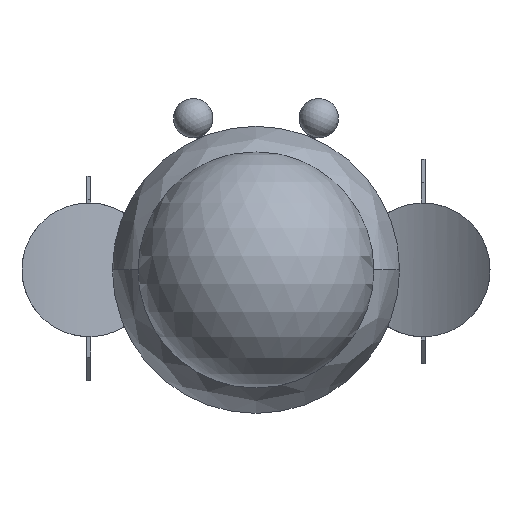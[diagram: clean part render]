
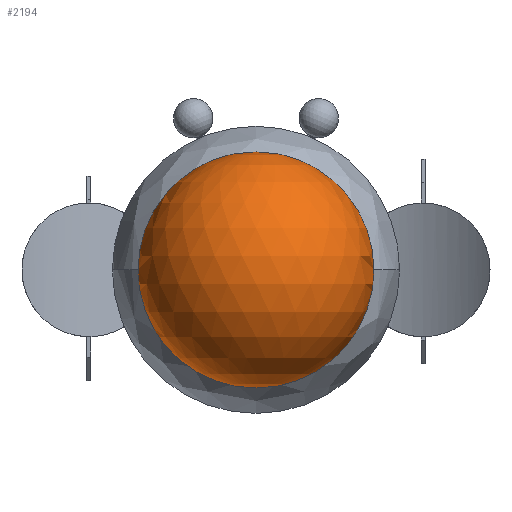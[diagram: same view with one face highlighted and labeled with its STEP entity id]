
A CAD part, left-side view. The second image highlights one B-rep face of the part: STEP entity #2194.
In plain terms, the highlighted spherical face has radius 152.4 mm.
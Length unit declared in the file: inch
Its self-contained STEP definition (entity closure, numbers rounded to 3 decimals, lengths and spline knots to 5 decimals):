
#2178=CARTESIAN_POINT('',(0.,-3.,0.0));
#2179=DIRECTION('',(0.0,0.0,1.0));
#2180=DIRECTION('',(1.0,0.0,0.0));
#2181=AXIS2_PLACEMENT_3D('',#2178,#2179,#2180);
#2182=SPHERICAL_SURFACE('',#2181,6.);
#2183=CARTESIAN_POINT('',(6.,-3.,0.0));
#2184=VERTEX_POINT('',#2183);
#2185=CARTESIAN_POINT('',(0.0,-3.,0.0));
#2186=DIRECTION('',(0.0,-1.0,0.0));
#2187=DIRECTION('',(1.0,0.0,0.0));
#2188=AXIS2_PLACEMENT_3D('',#2185,#2186,#2187);
#2189=CIRCLE('',#2188,6.);
#2190=EDGE_CURVE('',#2184,#2184,#2189,.T.);
#2191=ORIENTED_EDGE('',*,*,#2190,.F.);
#2192=EDGE_LOOP('',(#2191));
#2193=FACE_OUTER_BOUND('',#2192,.T.);
#2194=ADVANCED_FACE('',(#2193),#2182,.T.);
